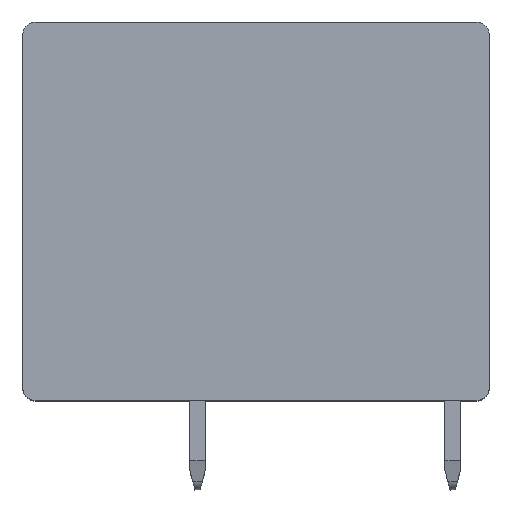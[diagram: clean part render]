
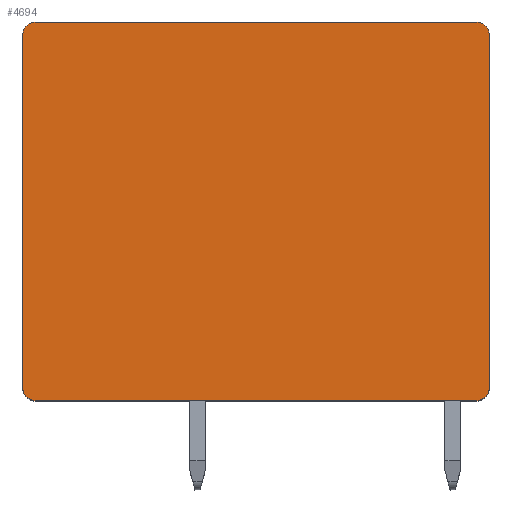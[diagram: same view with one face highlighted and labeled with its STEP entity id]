
A CAD part, top view. The second image highlights one B-rep face of the part: STEP entity #4694.
In plain terms, the highlighted planar face has unit normal (0, 0, 1).
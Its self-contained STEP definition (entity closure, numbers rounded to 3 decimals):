
#1785=CARTESIAN_POINT('',(-11.375,9.1,5.55));
#1786=DIRECTION('',(0.,0.,1.));
#1787=DIRECTION('',(0.,1.,0.));
#1788=AXIS2_PLACEMENT_3D('',#1785,#1786,#1787);
#1790=DIRECTION('',(-1.,0.,0.));
#1791=VECTOR('',#1790,22.75);
#1792=CARTESIAN_POINT('',(11.375,9.8,5.55));
#1793=LINE('',#1792,#1791);
#1794=CARTESIAN_POINT('',(11.375,9.1,5.55));
#1795=DIRECTION('',(0.,0.,1.));
#1796=DIRECTION('',(1.,0.,0.));
#1797=AXIS2_PLACEMENT_3D('',#1794,#1795,#1796);
#1799=DIRECTION('',(0.,1.,0.));
#1800=VECTOR('',#1799,18.2);
#1801=CARTESIAN_POINT('',(12.075,-9.1,5.55));
#1802=LINE('',#1801,#1800);
#1803=CARTESIAN_POINT('',(11.375,-9.1,5.55));
#1804=DIRECTION('',(0.,0.,1.));
#1805=DIRECTION('',(0.,-1.,0.));
#1806=AXIS2_PLACEMENT_3D('',#1803,#1804,#1805);
#1808=DIRECTION('',(1.,0.,0.));
#1809=VECTOR('',#1808,22.75);
#1810=CARTESIAN_POINT('',(-11.375,-9.8,5.55));
#1811=LINE('',#1810,#1809);
#1812=CARTESIAN_POINT('',(-11.375,-9.1,5.55));
#1813=DIRECTION('',(0.,0.,1.));
#1814=DIRECTION('',(-1.,0.,0.));
#1815=AXIS2_PLACEMENT_3D('',#1812,#1813,#1814);
#1817=DIRECTION('',(0.,-1.,0.));
#1818=VECTOR('',#1817,18.2);
#1819=CARTESIAN_POINT('',(-12.075,9.1,5.55));
#1820=LINE('',#1819,#1818);
#2284=CARTESIAN_POINT('',(-11.375,9.8,5.55));
#2285=CARTESIAN_POINT('',(-12.075,9.1,5.55));
#2286=VERTEX_POINT('',#2284);
#2287=VERTEX_POINT('',#2285);
#2292=CARTESIAN_POINT('',(12.075,9.1,5.55));
#2293=VERTEX_POINT('',#2292);
#2294=CARTESIAN_POINT('',(11.375,9.8,5.55));
#2295=VERTEX_POINT('',#2294);
#2300=CARTESIAN_POINT('',(11.375,-9.8,5.55));
#2301=VERTEX_POINT('',#2300);
#2302=CARTESIAN_POINT('',(12.075,-9.1,5.55));
#2303=VERTEX_POINT('',#2302);
#2308=CARTESIAN_POINT('',(-12.075,-9.1,5.55));
#2309=VERTEX_POINT('',#2308);
#2310=CARTESIAN_POINT('',(-11.375,-9.8,5.55));
#2311=VERTEX_POINT('',#2310);
#4679=CARTESIAN_POINT('',(0.,0.,5.55));
#4680=DIRECTION('',(0.,0.,1.));
#4681=DIRECTION('',(1.,0.,0.));
#4682=AXIS2_PLACEMENT_3D('',#4679,#4680,#4681);
#4683=PLANE('',#4682);
#4684=ORIENTED_EDGE('',*,*,#2569,.F.);
#4685=ORIENTED_EDGE('',*,*,#2631,.F.);
#4686=ORIENTED_EDGE('',*,*,#2748,.F.);
#4687=ORIENTED_EDGE('',*,*,#2763,.F.);
#4688=ORIENTED_EDGE('',*,*,#2776,.F.);
#4689=ORIENTED_EDGE('',*,*,#2791,.F.);
#4690=ORIENTED_EDGE('',*,*,#3388,.F.);
#4691=ORIENTED_EDGE('',*,*,#3400,.F.);
#4692=EDGE_LOOP('',(#4684,#4685,#4686,#4687,#4688,#4689,#4690,#4691));
#4693=FACE_OUTER_BOUND('',#4692,.F.);
#1789=CIRCLE('',#1788,0.7);
#1798=CIRCLE('',#1797,0.7);
#1807=CIRCLE('',#1806,0.7);
#1816=CIRCLE('',#1815,0.7);
#2569=EDGE_CURVE('',#2286,#2287,#1789,.T.);
#2631=EDGE_CURVE('',#2295,#2286,#1793,.T.);
#2748=EDGE_CURVE('',#2293,#2295,#1798,.T.);
#2763=EDGE_CURVE('',#2303,#2293,#1802,.T.);
#2776=EDGE_CURVE('',#2301,#2303,#1807,.T.);
#2791=EDGE_CURVE('',#2311,#2301,#1811,.T.);
#3388=EDGE_CURVE('',#2309,#2311,#1816,.T.);
#3400=EDGE_CURVE('',#2287,#2309,#1820,.T.);
#4694=ADVANCED_FACE('',(#4693),#4683,.T.);
